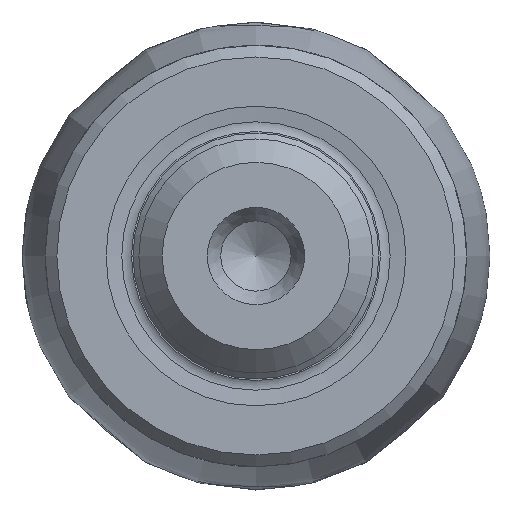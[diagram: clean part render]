
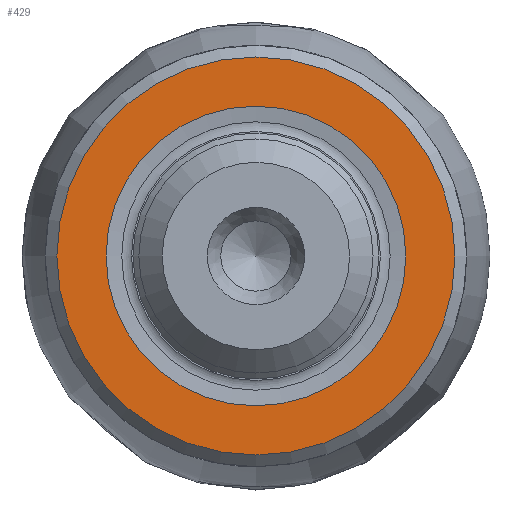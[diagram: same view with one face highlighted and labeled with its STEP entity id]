
A CAD part, left-side view. The second image highlights one B-rep face of the part: STEP entity #429.
In plain terms, the highlighted planar face has unit normal (-1, 0, 0).
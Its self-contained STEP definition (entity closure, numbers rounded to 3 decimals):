
#23 = CARTESIAN_POINT ( 'NONE',  ( -31.05, 0., -6.4 ) ) ;
#125 = AXIS2_PLACEMENT_3D ( 'NONE', #2601, #2849, #842 ) ;
#304 = DIRECTION ( 'NONE',  ( 1., 0., 0. ) ) ;
#351 = FACE_OUTER_BOUND ( 'NONE', #1970, .T. ) ;
#404 = ORIENTED_EDGE ( 'NONE', *, *, #2773, .T. ) ;
#406 = CARTESIAN_POINT ( 'NONE',  ( -31.05, 8.5, 0. ) ) ;
#429 = ADVANCED_FACE ( 'NONE', ( #1842, #351 ), #2063, .T. ) ;
#541 = CARTESIAN_POINT ( 'NONE',  ( -31.05, 0., 0. ) ) ;
#553 = ORIENTED_EDGE ( 'NONE', *, *, #1463, .F. ) ;
#842 = DIRECTION ( 'NONE',  ( 0., 0., -1. ) ) ;
#844 = CARTESIAN_POINT ( 'NONE',  ( -31.05, 0., -8.5 ) ) ;
#943 = CIRCLE ( 'NONE', #1344, 8.5 ) ;
#1116 = VERTEX_POINT ( 'NONE', #844 ) ;
#1344 = AXIS2_PLACEMENT_3D ( 'NONE', #541, #304, #1987 ) ;
#1463 = EDGE_CURVE ( 'NONE', #1116, #1116, #943, .T. ) ;
#1793 = DIRECTION ( 'NONE',  ( -1., 0., 0. ) ) ;
#1842 = FACE_BOUND ( 'NONE', #3617, .T. ) ;
#1970 = EDGE_LOOP ( 'NONE', ( #553 ) ) ;
#1987 = DIRECTION ( 'NONE',  ( 0., 0., -1. ) ) ;
#2063 = PLANE ( 'NONE',  #3043 ) ;
#2448 = CIRCLE ( 'NONE', #125, 6.4 ) ;
#2601 = CARTESIAN_POINT ( 'NONE',  ( -31.05, 0., 0. ) ) ;
#2773 = EDGE_CURVE ( 'NONE', #3168, #3168, #2448, .T. ) ;
#2849 = DIRECTION ( 'NONE',  ( 1., 0., 0. ) ) ;
#3043 = AXIS2_PLACEMENT_3D ( 'NONE', #406, #1793, #3478 ) ;
#3168 = VERTEX_POINT ( 'NONE', #23 ) ;
#3478 = DIRECTION ( 'NONE',  ( 0., 0., 1. ) ) ;
#3617 = EDGE_LOOP ( 'NONE', ( #404 ) ) ;
